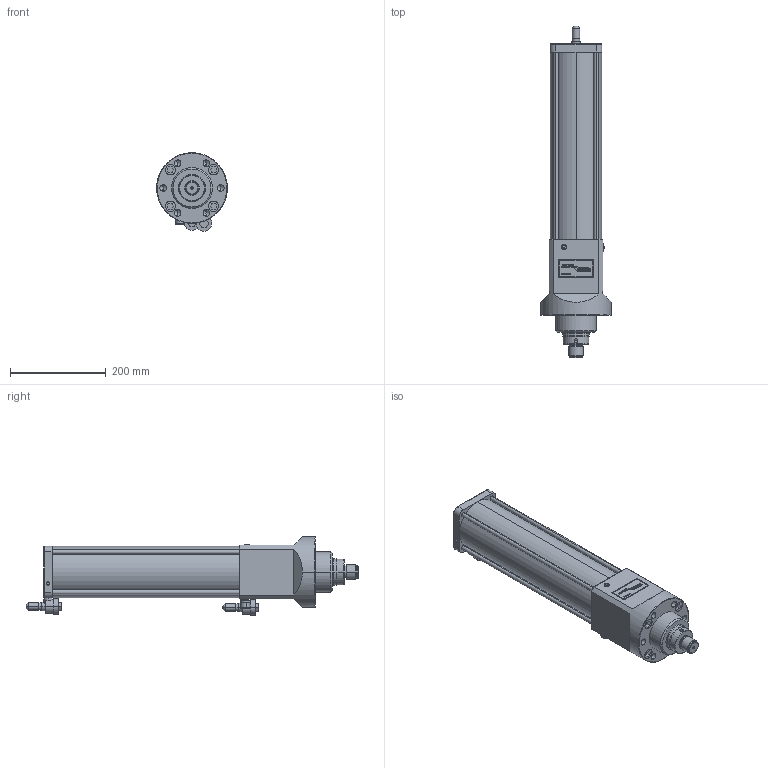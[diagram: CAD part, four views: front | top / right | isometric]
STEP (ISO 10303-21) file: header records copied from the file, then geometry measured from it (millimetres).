
FILE_DESCRIPTION (( 'STEP AP203' ), '1' );
FILE_NAME ('KC 20+.STEP', '2017-12-14T09:34:14', ( 'Meuleman' ), ( '' ), 'SwSTEP 2.0', 'SolidWorks 2016', '' );
FILE_SCHEMA (( 'CONFIG_CONTROL_DESIGN' ));
Length unit declared in the file: millimetre
Products named in the file (1): KC 20+
Bounding box: 147.5 x 693.5 x 164.1 mm (x, y, z)
Volume: 6285695.8 mm3; surface area: 344069.8 mm2
Topology: 6 solids, 6 shells, 1044 faces, 2646 edges, 1714 vertices
Faces by surface type: plane 654, bspline 166, cylinder 148, cone 60, torus 16
Entity records: 39365 total; most frequent: CARTESIAN_POINT 15155, ORIENTED_EDGE 5236, DIRECTION 4378, EDGE_CURVE 2618, LINE 1876, VECTOR 1876, VERTEX_POINT 1714, AXIS2_PLACEMENT_3D 1251
